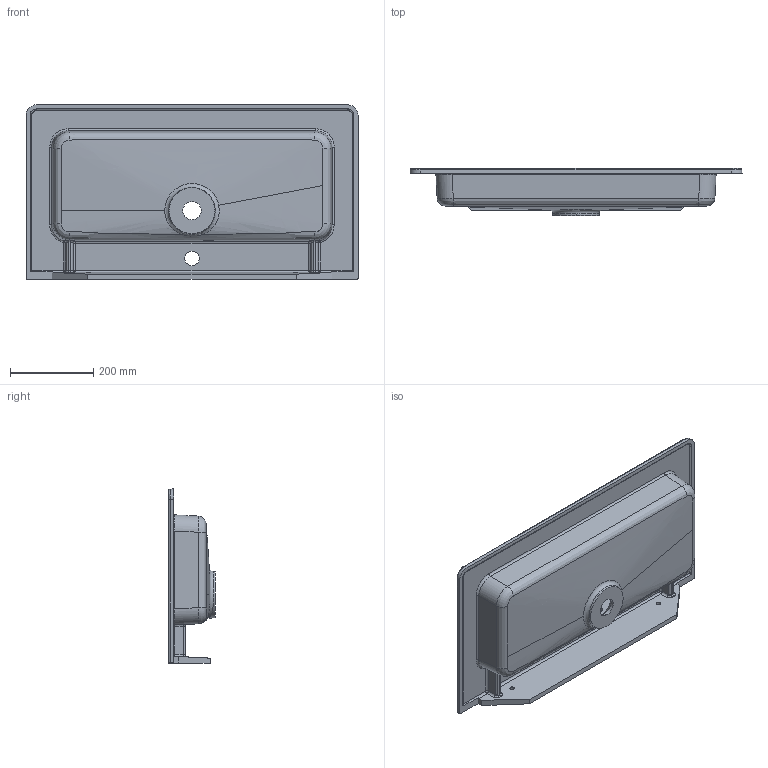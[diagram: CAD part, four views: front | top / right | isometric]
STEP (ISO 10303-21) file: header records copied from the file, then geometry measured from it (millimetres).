
FILE_DESCRIPTION (( 'STEP AP214' ), '1' );
FILE_NAME ('Rostriks Tres.STEP', '2020-03-25T08:33:38', ( '' ), ( '' ), 'SwSTEP 2.0', 'SolidWorks 2018', '' );
FILE_SCHEMA (( 'AUTOMOTIVE_DESIGN' ));
Length unit declared in the file: millimetre
Products named in the file (1): Rostriks Tres
Bounding box: 799.76 x 113 x 419.84 mm (x, y, z)
Volume: 5479330.1 mm3; surface area: 1044586.4 mm2
Topology: 1 solids, 1 shells, 151 faces, 362 edges, 214 vertices
Faces by surface type: cylinder 52, bspline 51, plane 30, sphere 10, cone 6, torus 2
Entity records: 18869 total; most frequent: CARTESIAN_POINT 15804, ORIENTED_EDGE 724, DIRECTION 523, EDGE_CURVE 362, VERTEX_POINT 214, AXIS2_PLACEMENT_3D 199, EDGE_LOOP 162, FACE_OUTER_BOUND 151
